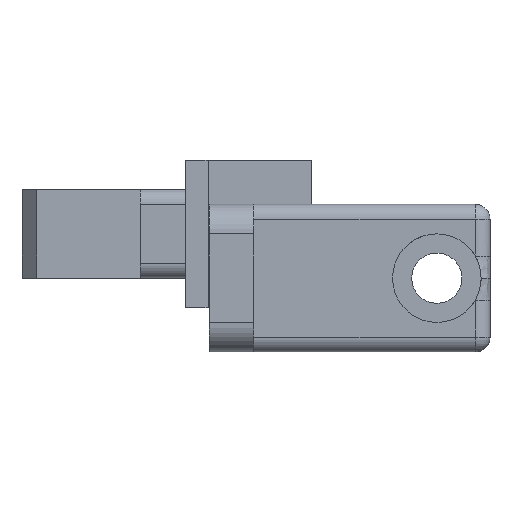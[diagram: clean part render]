
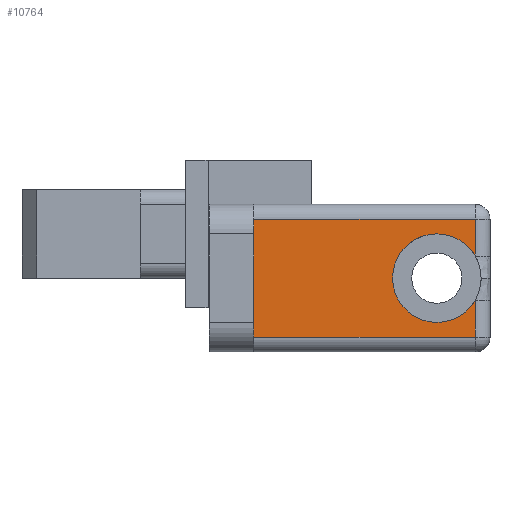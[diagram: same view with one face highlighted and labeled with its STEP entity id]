
A CAD part, left-side view. The second image highlights one B-rep face of the part: STEP entity #10764.
In plain terms, the highlighted planar face has unit normal (-1, 0, 0).
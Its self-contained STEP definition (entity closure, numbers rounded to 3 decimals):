
#8406 = CYLINDRICAL_SURFACE('',#8407,1.);
#8407 = AXIS2_PLACEMENT_3D('',#8408,#8409,#8410);
#8408 = CARTESIAN_POINT('',(248.8,-20.6,1.));
#8409 = DIRECTION('',(0.,-1.,0.));
#8410 = DIRECTION('',(0.,0.,-1.));
#8434 = PLANE('',#8435);
#8435 = AXIS2_PLACEMENT_3D('',#8436,#8437,#8438);
#8436 = CARTESIAN_POINT('',(241.8,-20.6,0.));
#8437 = DIRECTION('',(0.,1.,0.));
#8438 = DIRECTION('',(1.,0.,0.));
#8720 = CYLINDRICAL_SURFACE('',#8721,1.);
#8721 = AXIS2_PLACEMENT_3D('',#8722,#8723,#8724);
#8722 = CARTESIAN_POINT('',(248.8,-20.6,9.));
#8723 = DIRECTION('',(0.,-1.,0.));
#8724 = DIRECTION('',(-1.,0.,0.));
#9824 = VERTEX_POINT('',#9825);
#9825 = CARTESIAN_POINT('',(247.8,-20.6,1.));
#9847 = EDGE_CURVE('',#9824,#9848,#9850,.T.);
#9848 = VERTEX_POINT('',#9849);
#9849 = CARTESIAN_POINT('',(247.8,-35.6,1.));
#9850 = SURFACE_CURVE('',#9851,(#9855,#9862),.PCURVE_S1.);
#9851 = LINE('',#9852,#9853);
#9852 = CARTESIAN_POINT('',(247.8,-20.6,1.));
#9853 = VECTOR('',#9854,1.);
#9854 = DIRECTION('',(0.,-1.,0.));
#9855 = PCURVE('',#8406,#9856);
#9856 = DEFINITIONAL_REPRESENTATION('',(#9857),#9861);
#9857 = LINE('',#9858,#9859);
#9858 = CARTESIAN_POINT('',(-1.571,0.));
#9859 = VECTOR('',#9860,1.);
#9860 = DIRECTION('',(-0.,1.));
#9861 = ( GEOMETRIC_REPRESENTATION_CONTEXT(2) 
PARAMETRIC_REPRESENTATION_CONTEXT() REPRESENTATION_CONTEXT('2D SPACE',''
  ) );
#9862 = PCURVE('',#9863,#9868);
#9863 = PLANE('',#9864);
#9864 = AXIS2_PLACEMENT_3D('',#9865,#9866,#9867);
#9865 = CARTESIAN_POINT('',(247.8,-20.6,0.));
#9866 = DIRECTION('',(1.,0.,0.));
#9867 = DIRECTION('',(0.,-1.,0.));
#9868 = DEFINITIONAL_REPRESENTATION('',(#9869),#9873);
#9869 = LINE('',#9870,#9871);
#9870 = CARTESIAN_POINT('',(0.,-1.));
#9871 = VECTOR('',#9872,1.);
#9872 = DIRECTION('',(1.,0.));
#9873 = ( GEOMETRIC_REPRESENTATION_CONTEXT(2) 
PARAMETRIC_REPRESENTATION_CONTEXT() REPRESENTATION_CONTEXT('2D SPACE',''
  ) );
#9899 = EDGE_CURVE('',#9824,#9900,#9902,.T.);
#9900 = VERTEX_POINT('',#9901);
#9901 = CARTESIAN_POINT('',(247.8,-20.6,9.));
#9902 = SURFACE_CURVE('',#9903,(#9907,#9914),.PCURVE_S1.);
#9903 = LINE('',#9904,#9905);
#9904 = CARTESIAN_POINT('',(247.8,-20.6,0.));
#9905 = VECTOR('',#9906,1.);
#9906 = DIRECTION('',(0.,0.,1.));
#9907 = PCURVE('',#8434,#9908);
#9908 = DEFINITIONAL_REPRESENTATION('',(#9909),#9913);
#9909 = LINE('',#9910,#9911);
#9910 = CARTESIAN_POINT('',(6.,0.));
#9911 = VECTOR('',#9912,1.);
#9912 = DIRECTION('',(0.,-1.));
#9913 = ( GEOMETRIC_REPRESENTATION_CONTEXT(2) 
PARAMETRIC_REPRESENTATION_CONTEXT() REPRESENTATION_CONTEXT('2D SPACE',''
  ) );
#9914 = PCURVE('',#9863,#9915);
#9915 = DEFINITIONAL_REPRESENTATION('',(#9916),#9920);
#9916 = LINE('',#9917,#9918);
#9917 = CARTESIAN_POINT('',(0.,0.));
#9918 = VECTOR('',#9919,1.);
#9919 = DIRECTION('',(0.,-1.));
#9920 = ( GEOMETRIC_REPRESENTATION_CONTEXT(2) 
PARAMETRIC_REPRESENTATION_CONTEXT() REPRESENTATION_CONTEXT('2D SPACE',''
  ) );
#10143 = VERTEX_POINT('',#10144);
#10144 = CARTESIAN_POINT('',(247.8,-35.6,9.));
#10164 = EDGE_CURVE('',#9900,#10143,#10165,.T.);
#10165 = SURFACE_CURVE('',#10166,(#10170,#10177),.PCURVE_S1.);
#10166 = LINE('',#10167,#10168);
#10167 = CARTESIAN_POINT('',(247.8,-20.6,9.));
#10168 = VECTOR('',#10169,1.);
#10169 = DIRECTION('',(0.,-1.,0.));
#10170 = PCURVE('',#8720,#10171);
#10171 = DEFINITIONAL_REPRESENTATION('',(#10172),#10176);
#10172 = LINE('',#10173,#10174);
#10173 = CARTESIAN_POINT('',(-0.,0.));
#10174 = VECTOR('',#10175,1.);
#10175 = DIRECTION('',(-0.,1.));
#10176 = ( GEOMETRIC_REPRESENTATION_CONTEXT(2) 
PARAMETRIC_REPRESENTATION_CONTEXT() REPRESENTATION_CONTEXT('2D SPACE',''
  ) );
#10177 = PCURVE('',#9863,#10178);
#10178 = DEFINITIONAL_REPRESENTATION('',(#10179),#10183);
#10179 = LINE('',#10180,#10181);
#10180 = CARTESIAN_POINT('',(0.,-9.));
#10181 = VECTOR('',#10182,1.);
#10182 = DIRECTION('',(1.,0.));
#10183 = ( GEOMETRIC_REPRESENTATION_CONTEXT(2) 
PARAMETRIC_REPRESENTATION_CONTEXT() REPRESENTATION_CONTEXT('2D SPACE',''
  ) );
#10522 = CYLINDRICAL_SURFACE('',#10523,1.);
#10523 = AXIS2_PLACEMENT_3D('',#10524,#10525,#10526);
#10524 = CARTESIAN_POINT('',(248.8,-35.6,0.));
#10525 = DIRECTION('',(0.,0.,1.));
#10526 = DIRECTION('',(-1.,0.,0.));
#10664 = CYLINDRICAL_SURFACE('',#10665,1.);
#10665 = AXIS2_PLACEMENT_3D('',#10666,#10667,#10668);
#10666 = CARTESIAN_POINT('',(248.8,-35.6,0.));
#10667 = DIRECTION('',(0.,0.,1.));
#10668 = DIRECTION('',(-1.,0.,0.));
#10764 = ADVANCED_FACE('',(#10765),#9863,.F.);
#10765 = FACE_BOUND('',#10766,.F.);
#10766 = EDGE_LOOP('',(#10767,#10790,#10791,#10792,#10793,#10816));
#10767 = ORIENTED_EDGE('',*,*,#10768,.F.);
#10768 = EDGE_CURVE('',#9848,#10769,#10771,.T.);
#10769 = VERTEX_POINT('',#10770);
#10770 = CARTESIAN_POINT('',(247.8,-35.6,3.503));
#10771 = SURFACE_CURVE('',#10772,(#10776,#10783),.PCURVE_S1.);
#10772 = LINE('',#10773,#10774);
#10773 = CARTESIAN_POINT('',(247.8,-35.6,0.));
#10774 = VECTOR('',#10775,1.);
#10775 = DIRECTION('',(0.,0.,1.));
#10776 = PCURVE('',#9863,#10777);
#10777 = DEFINITIONAL_REPRESENTATION('',(#10778),#10782);
#10778 = LINE('',#10779,#10780);
#10779 = CARTESIAN_POINT('',(15.,0.));
#10780 = VECTOR('',#10781,1.);
#10781 = DIRECTION('',(0.,-1.));
#10782 = ( GEOMETRIC_REPRESENTATION_CONTEXT(2) 
PARAMETRIC_REPRESENTATION_CONTEXT() REPRESENTATION_CONTEXT('2D SPACE',''
  ) );
#10783 = PCURVE('',#10522,#10784);
#10784 = DEFINITIONAL_REPRESENTATION('',(#10785),#10789);
#10785 = LINE('',#10786,#10787);
#10786 = CARTESIAN_POINT('',(0.,0.));
#10787 = VECTOR('',#10788,1.);
#10788 = DIRECTION('',(0.,1.));
#10789 = ( GEOMETRIC_REPRESENTATION_CONTEXT(2) 
PARAMETRIC_REPRESENTATION_CONTEXT() REPRESENTATION_CONTEXT('2D SPACE',''
  ) );
#10790 = ORIENTED_EDGE('',*,*,#9847,.F.);
#10791 = ORIENTED_EDGE('',*,*,#9899,.T.);
#10792 = ORIENTED_EDGE('',*,*,#10164,.T.);
#10793 = ORIENTED_EDGE('',*,*,#10794,.F.);
#10794 = EDGE_CURVE('',#10795,#10143,#10797,.T.);
#10795 = VERTEX_POINT('',#10796);
#10796 = CARTESIAN_POINT('',(247.8,-35.6,6.497));
#10797 = SURFACE_CURVE('',#10798,(#10802,#10809),.PCURVE_S1.);
#10798 = LINE('',#10799,#10800);
#10799 = CARTESIAN_POINT('',(247.8,-35.6,0.));
#10800 = VECTOR('',#10801,1.);
#10801 = DIRECTION('',(0.,0.,1.));
#10802 = PCURVE('',#9863,#10803);
#10803 = DEFINITIONAL_REPRESENTATION('',(#10804),#10808);
#10804 = LINE('',#10805,#10806);
#10805 = CARTESIAN_POINT('',(15.,0.));
#10806 = VECTOR('',#10807,1.);
#10807 = DIRECTION('',(0.,-1.));
#10808 = ( GEOMETRIC_REPRESENTATION_CONTEXT(2) 
PARAMETRIC_REPRESENTATION_CONTEXT() REPRESENTATION_CONTEXT('2D SPACE',''
  ) );
#10809 = PCURVE('',#10664,#10810);
#10810 = DEFINITIONAL_REPRESENTATION('',(#10811),#10815);
#10811 = LINE('',#10812,#10813);
#10812 = CARTESIAN_POINT('',(0.,0.));
#10813 = VECTOR('',#10814,1.);
#10814 = DIRECTION('',(0.,1.));
#10815 = ( GEOMETRIC_REPRESENTATION_CONTEXT(2) 
PARAMETRIC_REPRESENTATION_CONTEXT() REPRESENTATION_CONTEXT('2D SPACE',''
  ) );
#10816 = ORIENTED_EDGE('',*,*,#10817,.T.);
#10817 = EDGE_CURVE('',#10795,#10769,#10818,.T.);
#10818 = SURFACE_CURVE('',#10819,(#10824,#10835),.PCURVE_S1.);
#10819 = CIRCLE('',#10820,3.);
#10820 = AXIS2_PLACEMENT_3D('',#10821,#10822,#10823);
#10821 = CARTESIAN_POINT('',(247.8,-33.,5.));
#10822 = DIRECTION('',(-1.,0.,0.));
#10823 = DIRECTION('',(0.,-1.,0.));
#10824 = PCURVE('',#9863,#10825);
#10825 = DEFINITIONAL_REPRESENTATION('',(#10826),#10834);
#10826 = ( BOUNDED_CURVE() B_SPLINE_CURVE(2,(#10827,#10828,#10829,#10830
    ,#10831,#10832,#10833),.UNSPECIFIED.,.F.,.F.) 
B_SPLINE_CURVE_WITH_KNOTS((1,2,2,2,2,1),(-2.094,0.,
    2.094,4.189,6.283,8.378),
.UNSPECIFIED.) CURVE() GEOMETRIC_REPRESENTATION_ITEM() 
RATIONAL_B_SPLINE_CURVE((1.,0.5,1.,0.5,1.,0.5,1.)) REPRESENTATION_ITEM(
  '') );
#10827 = CARTESIAN_POINT('',(15.4,-5.));
#10828 = CARTESIAN_POINT('',(15.4,-10.196));
#10829 = CARTESIAN_POINT('',(10.9,-7.598));
#10830 = CARTESIAN_POINT('',(6.4,-5.));
#10831 = CARTESIAN_POINT('',(10.9,-2.402));
#10832 = CARTESIAN_POINT('',(15.4,0.196));
#10833 = CARTESIAN_POINT('',(15.4,-5.));
#10834 = ( GEOMETRIC_REPRESENTATION_CONTEXT(2) 
PARAMETRIC_REPRESENTATION_CONTEXT() REPRESENTATION_CONTEXT('2D SPACE',''
  ) );
#10835 = PCURVE('',#10836,#10841);
#10836 = CYLINDRICAL_SURFACE('',#10837,3.);
#10837 = AXIS2_PLACEMENT_3D('',#10838,#10839,#10840);
#10838 = CARTESIAN_POINT('',(247.8,-33.,5.));
#10839 = DIRECTION('',(-1.,0.,0.));
#10840 = DIRECTION('',(0.,-1.,0.));
#10841 = DEFINITIONAL_REPRESENTATION('',(#10842),#10846);
#10842 = LINE('',#10843,#10844);
#10843 = CARTESIAN_POINT('',(0.,0.));
#10844 = VECTOR('',#10845,1.);
#10845 = DIRECTION('',(1.,0.));
#10846 = ( GEOMETRIC_REPRESENTATION_CONTEXT(2) 
PARAMETRIC_REPRESENTATION_CONTEXT() REPRESENTATION_CONTEXT('2D SPACE',''
  ) );
